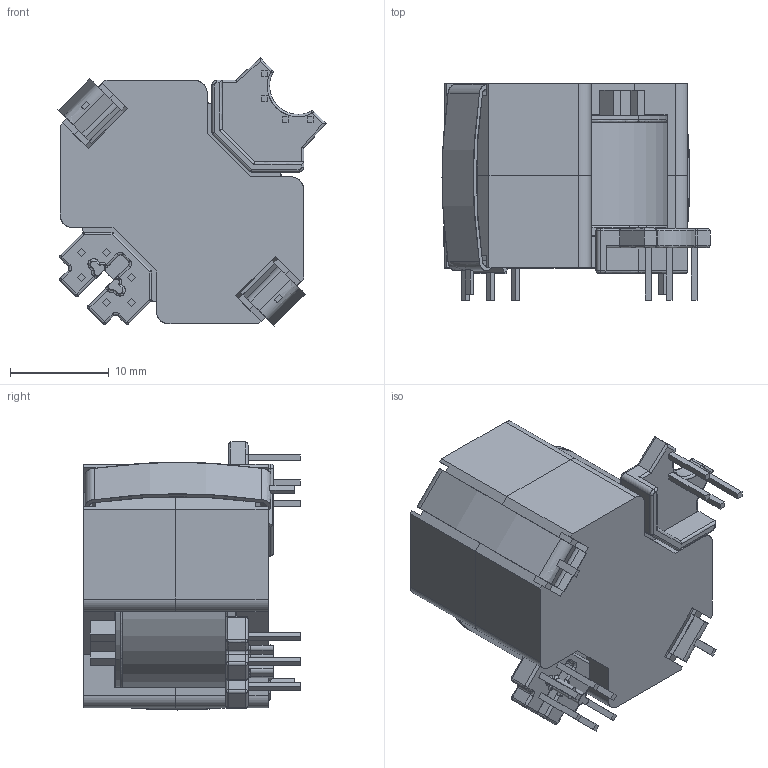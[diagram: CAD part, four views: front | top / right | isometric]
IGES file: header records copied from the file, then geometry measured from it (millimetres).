
Start section: SolidWorks IGES file using analytic representation for surfaces
Global section: file name: RM10_6920_0009.IGS; native system: SolidWorks 2017; preprocessor: SolidWorks 2017; author: tisha.pedersen; date: 190201.085119; units: inch
Bounding box: 27.2 x 21.97 x 27.2 mm (x, y, z)
Surface area: 8471.4 mm2 (no closed solid volume)
Topology: 0 solids, 0 shells, 422 faces, 3286 edges, 3267 vertices
Faces by surface type: bspline 258, revolution 164
